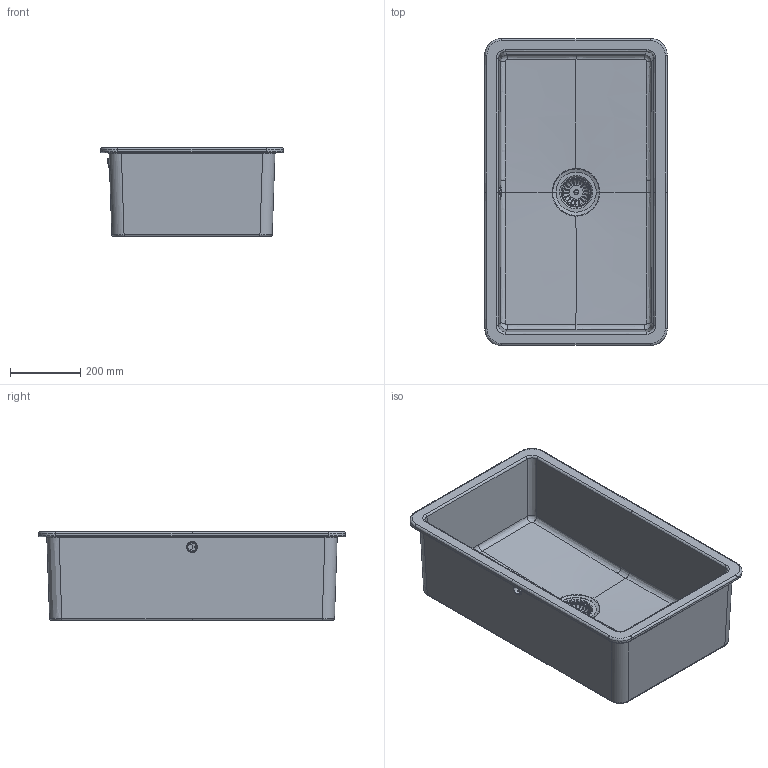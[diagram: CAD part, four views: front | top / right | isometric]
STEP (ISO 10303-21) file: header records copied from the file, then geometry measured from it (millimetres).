
FILE_DESCRIPTION (( 'STEP AP203' ), '1' );
FILE_NAME ('ZCU_610D - S.STEP', '2024-11-14T12:19:19', ( '' ), ( '' ), 'SwSTEP 2.0', 'SolidWorks 2018', '' );
FILE_SCHEMA (( 'CONFIG_CONTROL_DESIGN' ));
Length unit declared in the file: millimetre
Products named in the file (4): ZCU_610D - S; Maskowanica przelewu okr¹g³a zabudowana; Sitko du瞠; ZCU_610D
Assembly tree (3 placements, depth 2):
  ZCU_610D - S
    ZCU_610D
    Maskowanica przelewu okr¹g³a zabudowana
    Sitko du瞠
Bounding box: 520.6 x 876 x 254 mm (x, y, z)
Volume: 16184788.7 mm3; surface area: 2062047 mm2
Topology: 8 solids, 8 shells, 375 faces, 1092 edges, 705 vertices
Faces by surface type: bspline 227, plane 53, cylinder 40, torus 32, cone 16, sphere 7
Entity records: 26553 total; most frequent: CARTESIAN_POINT 18128, ORIENTED_EDGE 2180, EDGE_CURVE 1090, DIRECTION 978, VERTEX_POINT 705, B_SPLINE_CURVE_WITH_KNOTS 671, AXIS2_PLACEMENT_3D 425, EDGE_LOOP 393
